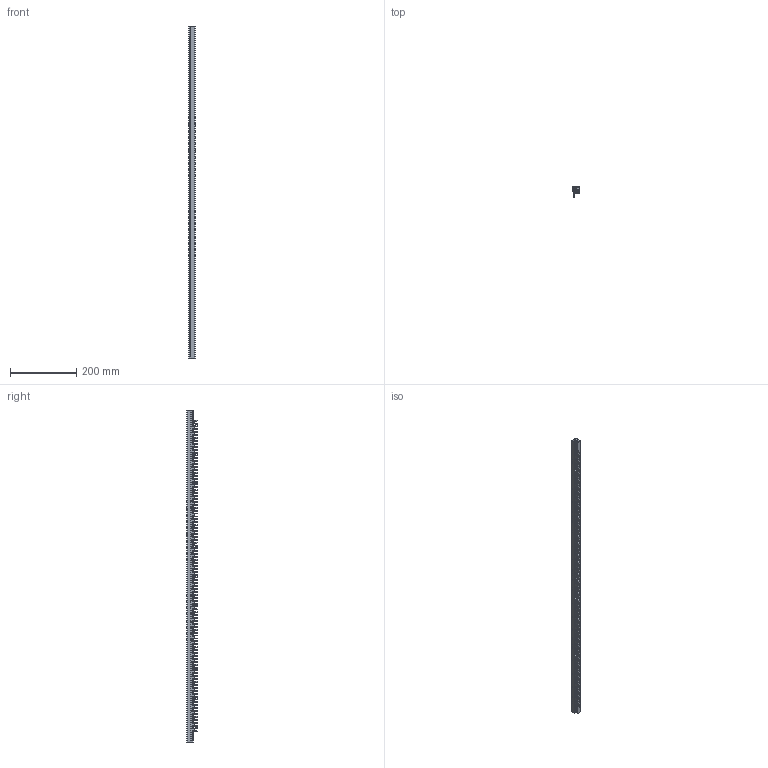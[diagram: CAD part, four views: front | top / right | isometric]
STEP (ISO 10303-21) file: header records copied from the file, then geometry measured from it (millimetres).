
FILE_DESCRIPTION((''),'2;1');
FILE_NAME('PRT0001','2024-03-14T',('dell'),(''),'PRO/ENGINEER BY PARAMETRIC TECHNOLOGY CORPORATION, 2013230','PRO/ENGINEER BY PARAMETRIC TECHNOLOGY CORPORATION, 2013230','');
FILE_SCHEMA(('AUTOMOTIVE_DESIGN { 1 0 10303 214 1 1 1 1 }'));
Length unit declared in the file: millimetre
Products named in the file (1): PRT0001
Bounding box: 19 x 30.8 x 1000 mm (x, y, z)
Volume: 228792.1 mm3; surface area: 254963.4 mm2
Topology: 1 solids, 1 shells, 1175 faces, 3826 edges, 2548 vertices
Faces by surface type: plane 632, cylinder 543
Entity records: 42831 total; most frequent: CARTESIAN_POINT 7907, ORIENTED_EDGE 7652, DIRECTION 7379, EDGE_CURVE 3826, VERTEX_POINT 2548, AXIS2_PLACEMENT_3D 2462, VECTOR 2455, LINE 2455
